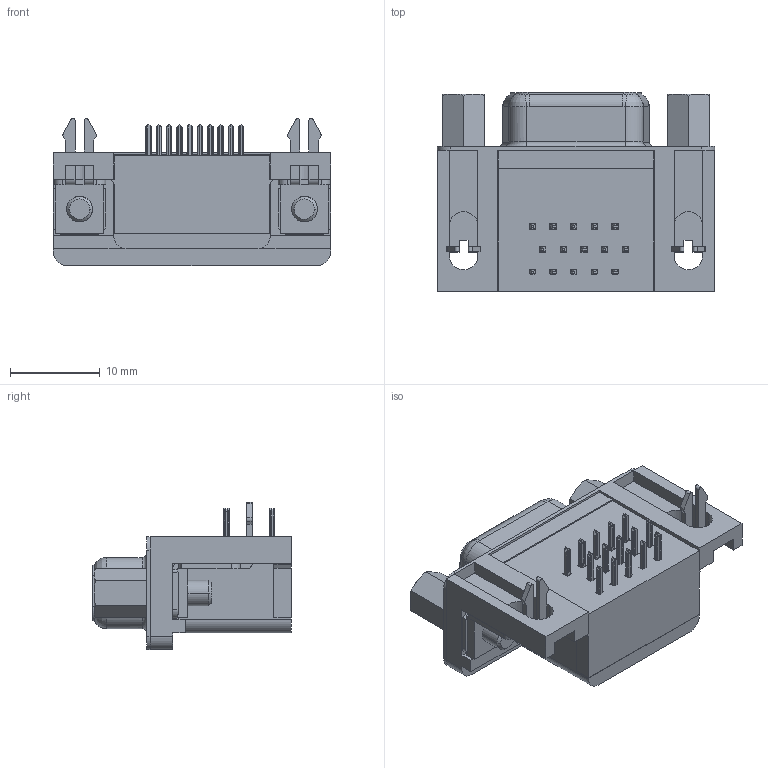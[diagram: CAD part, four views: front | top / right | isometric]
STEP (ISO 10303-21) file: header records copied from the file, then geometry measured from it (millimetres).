
FILE_DESCRIPTION((''),'2;1');
FILE_NAME('D112-H15S','2022-03-18T',('gc7'),(''),'PRO/ENGINEER BY PARAMETRIC TECHNOLOGY CORPORATION, 2010480','PRO/ENGINEER BY PARAMETRIC TECHNOLOGY CORPORATION, 2010480','');
FILE_SCHEMA(('CONFIG_CONTROL_DESIGN'));
Products named in the file (1): D112-H15S
Bounding box: 30.81 x 22.1 x 16.35 mm (x, y, z)
Volume: 4244.8 mm3; surface area: 8223.8 mm2
Topology: 1 solids, 3 shells, 2656 faces, 7411 edges, 4576 vertices
Faces by surface type: plane 1300, cylinder 652, bspline 296, cone 170, extrusion 120, revolution 60, torus 58
Entity records: 103043 total; most frequent: CARTESIAN_POINT 37610, ORIENTED_EDGE 14754, DIRECTION 11893, EDGE_CURVE 7377, VECTOR 4903, LINE 4783, VERTEX_POINT 4576, AXIS2_PLACEMENT_3D 3465
